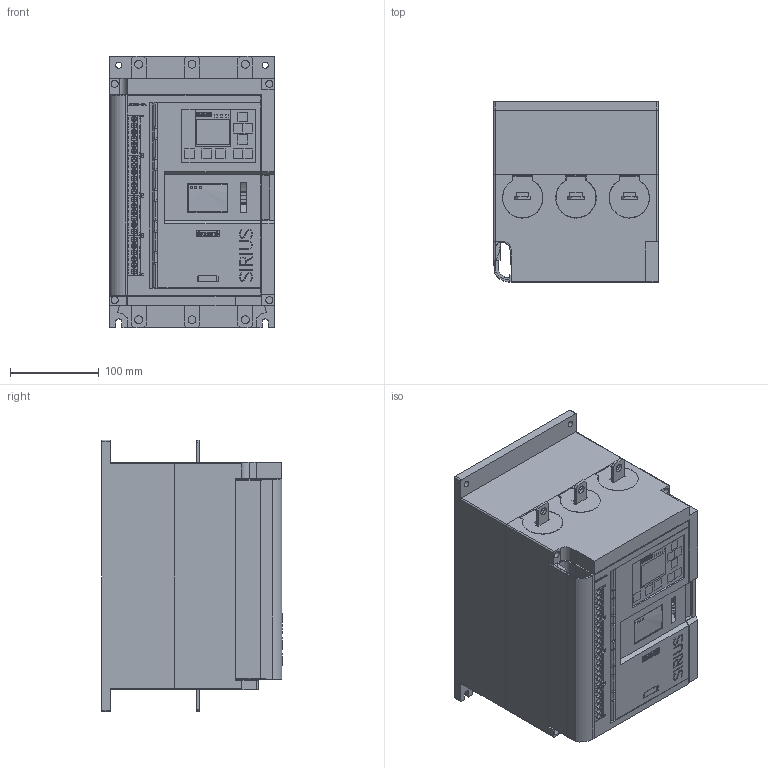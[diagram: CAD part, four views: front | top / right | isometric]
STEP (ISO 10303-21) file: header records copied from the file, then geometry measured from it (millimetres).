
FILE_DESCRIPTION(('no description'),'unknown implementation level');
FILE_NAME('3RW5534-6HA04_3D_v.stp',' ',('SIEMENS A&D'),('CADClick - KiM GmbH - www.kimweb.de'),'unknown preprocess','ACIS','unknown authorization');
FILE_SCHEMA(('automotive_design'));
Length unit declared in the file: millimetre
Products named in the file (1): 1
Bounding box: 185 x 203.5 x 305.6 mm (x, y, z)
Volume: 9074883.2 mm3; surface area: 530888.1 mm2
Topology: 1 solids, 1 shells, 3633 faces, 10307 edges, 6762 vertices
Faces by surface type: plane 2671, cylinder 680, cone 224, torus 50, sphere 8
Entity records: 236908 total; most frequent: CARTESIAN_POINT 27303, STYLED_ITEM 20687, PRESENTATION_STYLE_ASSIGNMENT 20687, COLOUR_RGB 20687, ORIENTED_EDGE 20582, DIRECTION 19097, EDGE_CURVE 10291, CURVE_STYLE 10291
